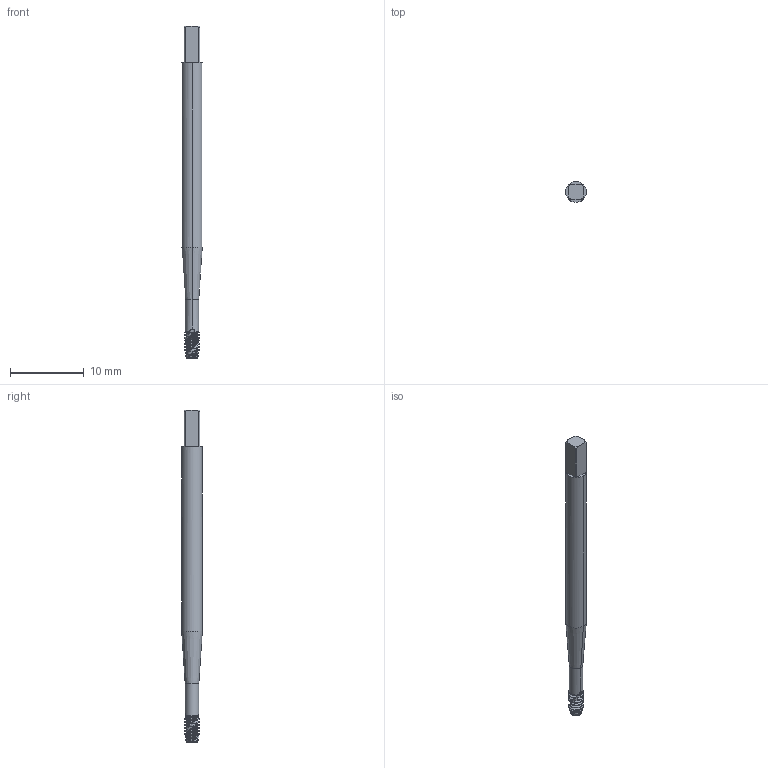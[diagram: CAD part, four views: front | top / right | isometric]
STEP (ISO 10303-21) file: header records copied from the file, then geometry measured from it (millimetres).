
FILE_DESCRIPTION(('no description'),'unknown implementation level');
FILE_NAME('solidtZ0w4CMV6WMvBlDlbkjfC1EPni0_1.STP',' ',('CIM GmbH Aachen'),('CADClick - KiM GmbH - www.kimweb.de'),'unknown preprocess','ACIS','unknown authorization');
FILE_SCHEMA(('automotive_design'));
Length unit declared in the file: millimetre
Products named in the file (2): 1; 2
Bounding box: 2.8 x 2.8 x 45 mm (x, y, z)
Volume: 226 mm3; surface area: 409.2 mm2
Topology: 2 solids, 2 shells, 195 faces, 533 edges, 342 vertices
Faces by surface type: cone 94, cylinder 76, plane 17, bspline 4, revolution 4
Entity records: 14716 total; most frequent: CARTESIAN_POINT 4023, STYLED_ITEM 1072, PRESENTATION_STYLE_ASSIGNMENT 1072, COLOUR_RGB 1072, ORIENTED_EDGE 1066, DIRECTION 929, EDGE_CURVE 533, CURVE_STYLE 533
